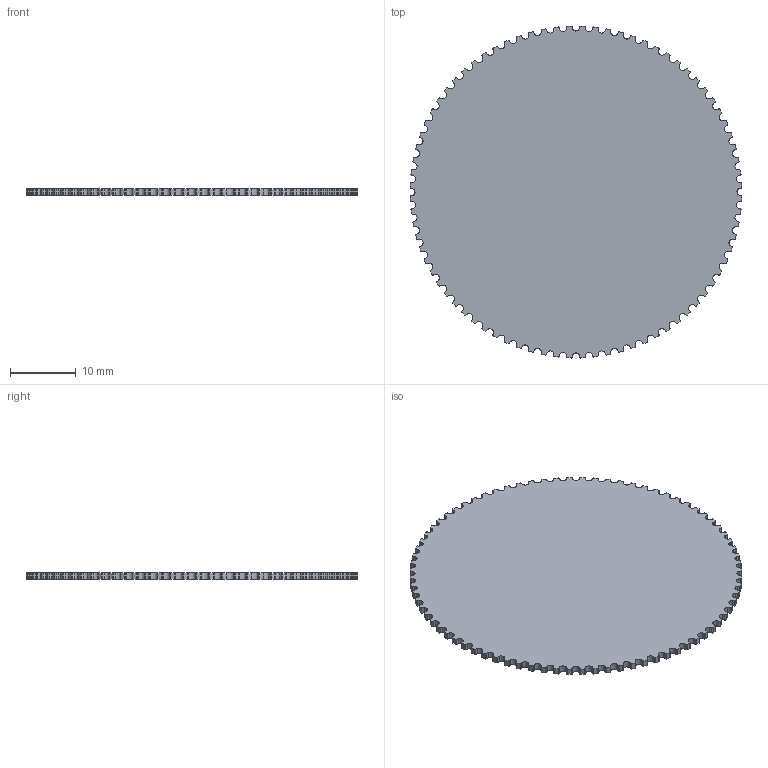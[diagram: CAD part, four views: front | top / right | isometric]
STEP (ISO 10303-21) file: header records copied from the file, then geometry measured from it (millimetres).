
FILE_DESCRIPTION(/* description */ (''),/* implementation_level */ '2;1');
FILE_NAME(/* name */ 'GT2-80~1',/* time_stamp */ '2020-11-20T10:37:36+01:00',/* author */ (''),/* organization */ (''),/* preprocessor_version */ 'ST-DEVELOPER v16.5',/* originating_system */ '',/* authorisation */ '');
FILE_SCHEMA (('AUTOMOTIVE_DESIGN'));
Length unit declared in the file: millimetre
Products named in the file (1): Document
Bounding box: 50.42 x 50.42 x 1 mm (x, y, z)
Volume: 1940.7 mm3; surface area: 4108.3 mm2
Topology: 1 solids, 1 shells, 482 faces, 1440 edges, 960 vertices
Faces by surface type: bspline 480, plane 2
Entity records: 15090 total; most frequent: CARTESIAN_POINT 8324, ORIENTED_EDGE 2880, EDGE_CURVE 1440, VERTEX_POINT 960, ADVANCED_FACE 482, FACE_OUTER_BOUND 482, EDGE_LOOP 482, DIRECTION 6
